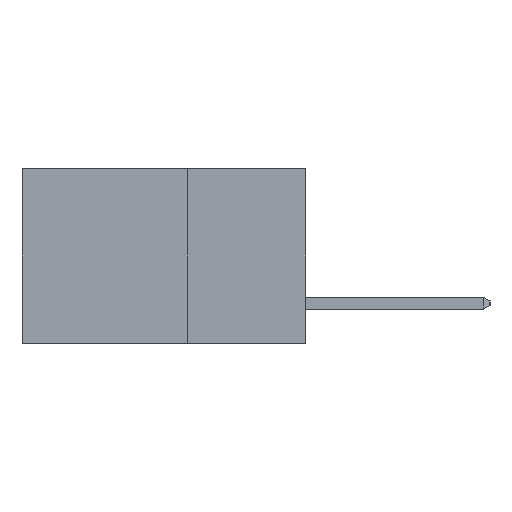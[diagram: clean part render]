
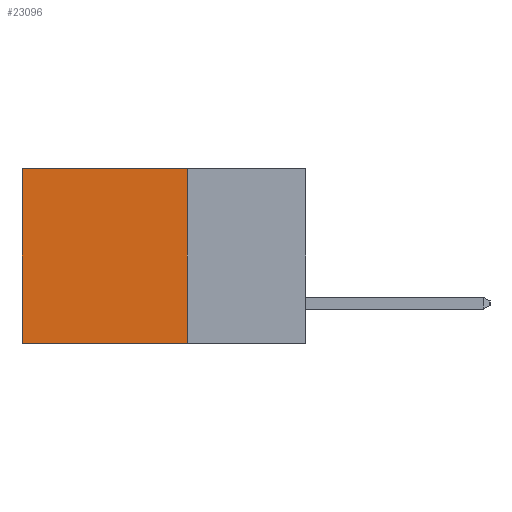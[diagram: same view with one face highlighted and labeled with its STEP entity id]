
A CAD part, left-side view. The second image highlights one B-rep face of the part: STEP entity #23096.
In plain terms, the highlighted planar face has unit normal (-1, 0, 0).
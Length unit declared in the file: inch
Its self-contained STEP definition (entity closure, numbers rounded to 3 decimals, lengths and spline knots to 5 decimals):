
#237 = CARTESIAN_POINT ( 'NONE',  ( 0.298, 0.25, 0. ) ) ;
#1020 = EDGE_LOOP ( 'NONE', ( #6335, #10260, #9802, #14793 ) ) ;
#1227 = LINE ( 'NONE', #15528, #5572 ) ;
#1592 = DIRECTION ( 'NONE',  ( 0., 1., 0. ) ) ;
#2042 = DIRECTION ( 'NONE',  ( 0., 0., -1. ) ) ;
#3273 = FACE_OUTER_BOUND ( 'NONE', #1020, .T. ) ;
#4315 = LINE ( 'NONE', #7864, #9239 ) ;
#5572 = VECTOR ( 'NONE', #19096, 39.37008 ) ;
#6335 = ORIENTED_EDGE ( 'NONE', *, *, #13269, .T. ) ;
#7306 = LINE ( 'NONE', #17819, #11595 ) ;
#7469 = VERTEX_POINT ( 'NONE', #13655 ) ;
#7864 = CARTESIAN_POINT ( 'NONE',  ( 0.298, 0.25, 0. ) ) ;
#9239 = VECTOR ( 'NONE', #20361, 39.37008 ) ;
#9586 = CARTESIAN_POINT ( 'NONE',  ( 0.298, 0.6, -0.37 ) ) ;
#9802 = ORIENTED_EDGE ( 'NONE', *, *, #17173, .F. ) ;
#10060 = CARTESIAN_POINT ( 'NONE',  ( 0.298, 0.6, 0. ) ) ;
#10260 = ORIENTED_EDGE ( 'NONE', *, *, #20715, .F. ) ;
#10679 = VERTEX_POINT ( 'NONE', #9586 ) ;
#11202 = PLANE ( 'NONE',  #18375 ) ;
#11346 = VECTOR ( 'NONE', #11809, 39.37008 ) ;
#11595 = VECTOR ( 'NONE', #1592, 39.37008 ) ;
#11809 = DIRECTION ( 'NONE',  ( 0., 0., -1. ) ) ;
#11881 = LINE ( 'NONE', #10060, #11346 ) ;
#12263 = VERTEX_POINT ( 'NONE', #21042 ) ;
#12932 = DIRECTION ( 'NONE',  ( 1., 0., 0. ) ) ;
#13269 = EDGE_CURVE ( 'NONE', #12263, #10679, #11881, .T. ) ;
#13655 = CARTESIAN_POINT ( 'NONE',  ( 0.298, 0.25, -0.37 ) ) ;
#13917 = VERTEX_POINT ( 'NONE', #20777 ) ;
#14793 = ORIENTED_EDGE ( 'NONE', *, *, #22903, .T. ) ;
#15528 = CARTESIAN_POINT ( 'NONE',  ( 0.298, 0.25, -0.37 ) ) ;
#17173 = EDGE_CURVE ( 'NONE', #13917, #7469, #4315, .T. ) ;
#17819 = CARTESIAN_POINT ( 'NONE',  ( 0.298, 0.25, 0. ) ) ;
#18375 = AXIS2_PLACEMENT_3D ( 'NONE', #237, #12932, #2042 ) ;
#19096 = DIRECTION ( 'NONE',  ( 0., 1., 0. ) ) ;
#20361 = DIRECTION ( 'NONE',  ( 0., 0., -1. ) ) ;
#20715 = EDGE_CURVE ( 'NONE', #7469, #10679, #1227, .T. ) ;
#20777 = CARTESIAN_POINT ( 'NONE',  ( 0.298, 0.25, 0. ) ) ;
#21042 = CARTESIAN_POINT ( 'NONE',  ( 0.298, 0.6, 0. ) ) ;
#22903 = EDGE_CURVE ( 'NONE', #13917, #12263, #7306, .T. ) ;
#23096 = ADVANCED_FACE ( 'NONE', ( #3273 ), #11202, .F. ) ;
